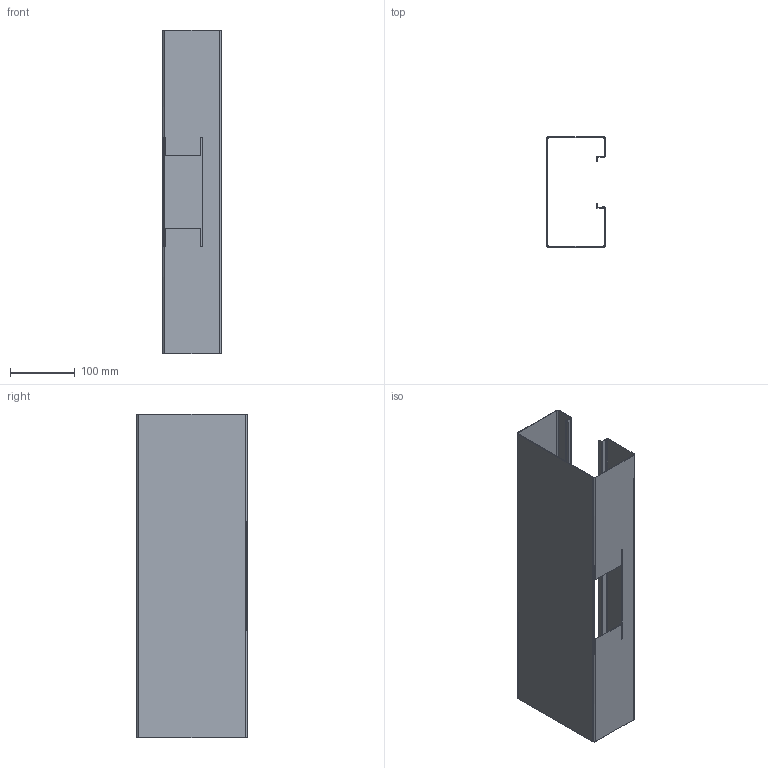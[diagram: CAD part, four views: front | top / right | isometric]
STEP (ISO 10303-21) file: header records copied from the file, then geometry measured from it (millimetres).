
FILE_DESCRIPTION (( 'STEP AP214' ), '1' );
FILE_NAME ('6277960.stp', '2016-06-01T06:55:26', ( '' ), ( '' ), 'SwSTEP 2.0', 'SolidWorks 2014', '' );
FILE_SCHEMA (( 'AUTOMOTIVE_DESIGN' ));
Length unit declared in the file: millimetre
Products named in the file (1): 6277960
Bounding box: 90 x 170 x 500 mm (x, y, z)
Volume: 227498.6 mm3; surface area: 457501.3 mm2
Topology: 1 solids, 1 shells, 101 faces, 219 edges, 118 vertices
Faces by surface type: plane 74, cylinder 25, bspline 2
Entity records: 2893 total; most frequent: CARTESIAN_POINT 685, DIRECTION 461, ORIENTED_EDGE 438, EDGE_CURVE 219, VECTOR 161, LINE 161, AXIS2_PLACEMENT_3D 150, VERTEX_POINT 118
